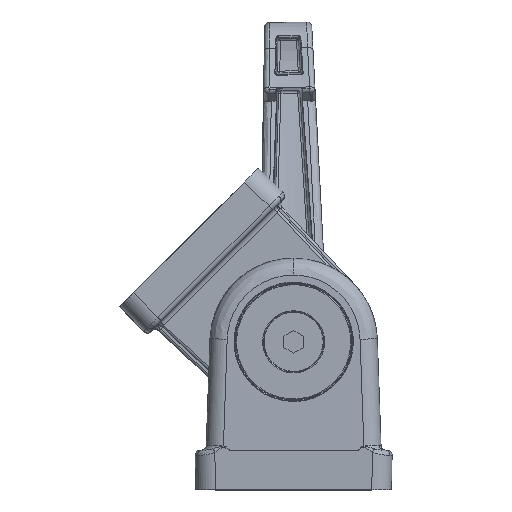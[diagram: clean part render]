
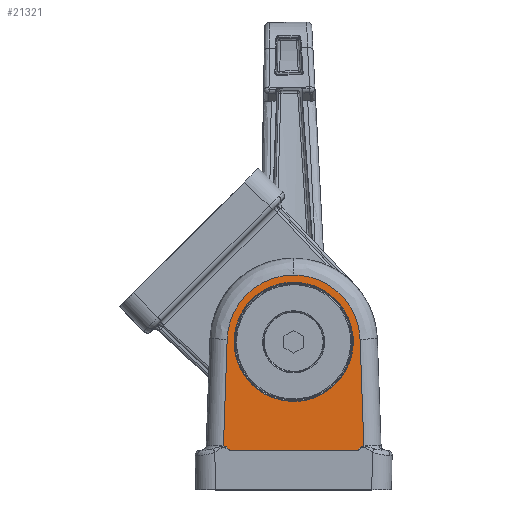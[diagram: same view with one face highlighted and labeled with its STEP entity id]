
A CAD part, top view. The second image highlights one B-rep face of the part: STEP entity #21321.
In plain terms, the highlighted planar face has unit normal (0, 0.018, 1).
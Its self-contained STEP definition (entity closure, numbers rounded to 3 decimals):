
#74=(
BOUNDED_CURVE()
B_SPLINE_CURVE(3,(#36588,#36589,#36590,#36591),.UNSPECIFIED.,.F.,.F.)
B_SPLINE_CURVE_WITH_KNOTS((4,4),(0.,3.142),.UNSPECIFIED.)
CURVE()
GEOMETRIC_REPRESENTATION_ITEM()
RATIONAL_B_SPLINE_CURVE((1.,0.333,0.333,1.))
REPRESENTATION_ITEM('')
);
#82=(
BOUNDED_CURVE()
B_SPLINE_CURVE(3,(#37053,#37054,#37055,#37056),.UNSPECIFIED.,.F.,.F.)
B_SPLINE_CURVE_WITH_KNOTS((4,4),(0.,1.536),.UNSPECIFIED.)
CURVE()
GEOMETRIC_REPRESENTATION_ITEM()
RATIONAL_B_SPLINE_CURVE((1.,0.813,0.813,1.))
REPRESENTATION_ITEM('')
);
#86=(
BOUNDED_CURVE()
B_SPLINE_CURVE(3,(#37163,#37164,#37165,#37166),.UNSPECIFIED.,.F.,.F.)
B_SPLINE_CURVE_WITH_KNOTS((4,4),(4.747,6.283),
 .UNSPECIFIED.)
CURVE()
GEOMETRIC_REPRESENTATION_ITEM()
RATIONAL_B_SPLINE_CURVE((1.,0.813,0.813,1.))
REPRESENTATION_ITEM('')
);
#87=(
BOUNDED_CURVE()
B_SPLINE_CURVE(3,(#37168,#37169,#37170,#37171),.UNSPECIFIED.,.F.,.F.)
B_SPLINE_CURVE_WITH_KNOTS((4,4),(3.142,6.283),
 .UNSPECIFIED.)
CURVE()
GEOMETRIC_REPRESENTATION_ITEM()
RATIONAL_B_SPLINE_CURVE((1.,0.333,0.333,1.))
REPRESENTATION_ITEM('')
);
#802=B_SPLINE_CURVE_WITH_KNOTS('',3,(#36809,#36810,#36811,#36812),
 .UNSPECIFIED.,.F.,.F.,(4,4),(0.003,0.003),
 .UNSPECIFIED.);
#817=B_SPLINE_CURVE_WITH_KNOTS('',3,(#37122,#37123,#37124,#37125),
 .UNSPECIFIED.,.F.,.F.,(4,4),(0.,0.),
 .UNSPECIFIED.);
#818=B_SPLINE_CURVE_WITH_KNOTS('',3,(#37127,#37128,#37129,#37130,#37131,
#37132,#37133,#37134,#37135,#37136,#37137,#37138,#37139,#37140,#37141,#37142),
 .UNSPECIFIED.,.F.,.F.,(4,2,2,2,2,2,2,4),(0.,0.,
0.001,0.001,0.001,0.001,
0.001,0.001),.UNSPECIFIED.);
#819=B_SPLINE_CURVE_WITH_KNOTS('',3,(#37145,#37146,#37147,#37148,#37149,
#37150,#37151,#37152,#37153,#37154,#37155,#37156,#37157,#37158,#37159,#37160),
 .UNSPECIFIED.,.F.,.F.,(4,2,2,2,2,2,2,4),(0.,0.,0.,
0.,0.,0.001,0.001,
0.001),.UNSPECIFIED.);
#1143=FACE_BOUND('',#3906,.T.);
#1245=PLANE('',#23174);
#2507=FACE_OUTER_BOUND('',#3905,.T.);
#3905=EDGE_LOOP('',(#14834,#14835,#14836,#14837,#14838,#14839,#14840,#14841,
#14842));
#3906=EDGE_LOOP('',(#14843,#14844));
#5213=LINE('',#37144,#6250);
#5214=LINE('',#37162,#6251);
#5215=LINE('',#37167,#6252);
#6250=VECTOR('',#26342,1000.);
#6251=VECTOR('',#26343,1000.);
#6252=VECTOR('',#26344,1000.);
#8809=VERTEX_POINT('',#36585);
#8810=VERTEX_POINT('',#36587);
#8852=VERTEX_POINT('',#36803);
#8853=VERTEX_POINT('',#36808);
#8914=VERTEX_POINT('',#37051);
#8915=VERTEX_POINT('',#37052);
#8937=VERTEX_POINT('',#37120);
#8938=VERTEX_POINT('',#37121);
#8939=VERTEX_POINT('',#37126);
#8940=VERTEX_POINT('',#37143);
#8941=VERTEX_POINT('',#37161);
#10878=EDGE_CURVE('',#8810,#8809,#74,.T.);
#10925=EDGE_CURVE('',#8853,#8852,#802,.T.);
#10998=EDGE_CURVE('',#8914,#8915,#82,.T.);
#11027=EDGE_CURVE('',#8937,#8938,#817,.T.);
#11028=EDGE_CURVE('',#8938,#8939,#818,.T.);
#11029=EDGE_CURVE('',#8939,#8940,#5213,.T.);
#11030=EDGE_CURVE('',#8940,#8853,#819,.T.);
#11031=EDGE_CURVE('',#8852,#8941,#5214,.T.);
#11032=EDGE_CURVE('',#8941,#8914,#86,.T.);
#11033=EDGE_CURVE('',#8915,#8937,#5215,.T.);
#11034=EDGE_CURVE('',#8809,#8810,#87,.T.);
#14834=ORIENTED_EDGE('',*,*,#11027,.T.);
#14835=ORIENTED_EDGE('',*,*,#11028,.T.);
#14836=ORIENTED_EDGE('',*,*,#11029,.T.);
#14837=ORIENTED_EDGE('',*,*,#11030,.T.);
#14838=ORIENTED_EDGE('',*,*,#10925,.T.);
#14839=ORIENTED_EDGE('',*,*,#11031,.T.);
#14840=ORIENTED_EDGE('',*,*,#11032,.T.);
#14841=ORIENTED_EDGE('',*,*,#10998,.T.);
#14842=ORIENTED_EDGE('',*,*,#11033,.T.);
#14843=ORIENTED_EDGE('',*,*,#10878,.T.);
#14844=ORIENTED_EDGE('',*,*,#11034,.T.);
#21321=ADVANCED_FACE('',(#2507,#1143),#1245,.F.);
#23174=AXIS2_PLACEMENT_3D('',#37119,#26340,#26341);
#26340=DIRECTION('center_axis',(0.,-0.017,-1.));
#26341=DIRECTION('ref_axis',(0.,-1.,0.017));
#26342=DIRECTION('',(1.,0.,0.));
#26343=DIRECTION('',(-0.035,0.999,-0.017));
#26344=DIRECTION('',(-0.035,-0.999,0.017));
#36585=CARTESIAN_POINT('',(0.,9.902,19.827));
#36587=CARTESIAN_POINT('',(0.,34.102,19.405));
#36588=CARTESIAN_POINT('Ctrl Pts',(0.,34.102,19.405));
#36589=CARTESIAN_POINT('Ctrl Pts',(24.2,34.102,19.405));
#36590=CARTESIAN_POINT('Ctrl Pts',(24.2,9.902,19.827));
#36591=CARTESIAN_POINT('Ctrl Pts',(0.,9.902,
19.827));
#36803=CARTESIAN_POINT('',(14.244,0.983,19.983));
#36808=CARTESIAN_POINT('',(13.904,0.802,19.986));
#36809=CARTESIAN_POINT('Ctrl Pts',(13.904,0.802,19.986));
#36810=CARTESIAN_POINT('Ctrl Pts',(14.018,0.862,19.985));
#36811=CARTESIAN_POINT('Ctrl Pts',(14.131,0.922,19.984));
#36812=CARTESIAN_POINT('Ctrl Pts',(14.244,0.983,19.983));
#37051=CARTESIAN_POINT('',(0.,35.561,19.379));
#37052=CARTESIAN_POINT('',(-13.492,22.532,19.607));
#37053=CARTESIAN_POINT('Ctrl Pts',(0.,35.561,
19.379));
#37054=CARTESIAN_POINT('Ctrl Pts',(-7.691,35.561,19.379));
#37055=CARTESIAN_POINT('Ctrl Pts',(-13.223,30.218,19.473));
#37056=CARTESIAN_POINT('Ctrl Pts',(-13.492,22.532,19.607));
#37119=CARTESIAN_POINT('Origin',(-20.,0.,20.));
#37120=CARTESIAN_POINT('',(-14.244,0.983,19.983));
#37121=CARTESIAN_POINT('',(-13.904,0.802,19.986));
#37122=CARTESIAN_POINT('Ctrl Pts',(-14.244,0.983,
19.983));
#37123=CARTESIAN_POINT('Ctrl Pts',(-14.131,0.922,19.984));
#37124=CARTESIAN_POINT('Ctrl Pts',(-14.018,0.862,
19.985));
#37125=CARTESIAN_POINT('Ctrl Pts',(-13.904,0.802,
19.986));
#37126=CARTESIAN_POINT('',(-13.081,0.017,20.));
#37127=CARTESIAN_POINT('Ctrl Pts',(-13.904,0.802,
19.986));
#37128=CARTESIAN_POINT('Ctrl Pts',(-13.818,0.757,
19.987));
#37129=CARTESIAN_POINT('Ctrl Pts',(-13.74,0.702,
19.988));
#37130=CARTESIAN_POINT('Ctrl Pts',(-13.589,0.583,
19.99));
#37131=CARTESIAN_POINT('Ctrl Pts',(-13.517,0.519,
19.991));
#37132=CARTESIAN_POINT('Ctrl Pts',(-13.376,0.388,
19.993));
#37133=CARTESIAN_POINT('Ctrl Pts',(-13.307,0.321,
19.994));
#37134=CARTESIAN_POINT('Ctrl Pts',(-13.208,0.216,
19.996));
#37135=CARTESIAN_POINT('Ctrl Pts',(-13.176,0.18,
19.997));
#37136=CARTESIAN_POINT('Ctrl Pts',(-13.13,0.124,
19.998));
#37137=CARTESIAN_POINT('Ctrl Pts',(-13.116,0.105,
19.998));
#37138=CARTESIAN_POINT('Ctrl Pts',(-13.097,0.074,
19.999));
#37139=CARTESIAN_POINT('Ctrl Pts',(-13.091,0.064,
19.999));
#37140=CARTESIAN_POINT('Ctrl Pts',(-13.081,0.041,
19.999));
#37141=CARTESIAN_POINT('Ctrl Pts',(-13.077,0.029,
19.999));
#37142=CARTESIAN_POINT('Ctrl Pts',(-13.081,0.017,
20.));
#37143=CARTESIAN_POINT('',(13.081,0.017,20.));
#37144=CARTESIAN_POINT('',(11.435,0.017,20.));
#37145=CARTESIAN_POINT('Ctrl Pts',(13.081,0.017,
20.));
#37146=CARTESIAN_POINT('Ctrl Pts',(13.077,0.029,
19.999));
#37147=CARTESIAN_POINT('Ctrl Pts',(13.081,0.042,19.999));
#37148=CARTESIAN_POINT('Ctrl Pts',(13.091,0.064,
19.999));
#37149=CARTESIAN_POINT('Ctrl Pts',(13.097,0.074,
19.999));
#37150=CARTESIAN_POINT('Ctrl Pts',(13.116,0.105,19.998));
#37151=CARTESIAN_POINT('Ctrl Pts',(13.131,0.124,19.998));
#37152=CARTESIAN_POINT('Ctrl Pts',(13.176,0.181,19.997));
#37153=CARTESIAN_POINT('Ctrl Pts',(13.208,0.216,19.996));
#37154=CARTESIAN_POINT('Ctrl Pts',(13.307,0.321,19.994));
#37155=CARTESIAN_POINT('Ctrl Pts',(13.376,0.389,19.993));
#37156=CARTESIAN_POINT('Ctrl Pts',(13.517,0.519,19.991));
#37157=CARTESIAN_POINT('Ctrl Pts',(13.588,0.583,19.99));
#37158=CARTESIAN_POINT('Ctrl Pts',(13.739,0.701,19.988));
#37159=CARTESIAN_POINT('Ctrl Pts',(13.817,0.757,19.987));
#37160=CARTESIAN_POINT('Ctrl Pts',(13.904,0.802,19.986));
#37161=CARTESIAN_POINT('',(13.492,22.532,19.607));
#37162=CARTESIAN_POINT('',(14.237,1.195,19.979));
#37163=CARTESIAN_POINT('Ctrl Pts',(13.492,22.532,19.607));
#37164=CARTESIAN_POINT('Ctrl Pts',(13.223,30.218,19.473));
#37165=CARTESIAN_POINT('Ctrl Pts',(7.691,35.561,19.379));
#37166=CARTESIAN_POINT('Ctrl Pts',(0.,35.561,
19.379));
#37167=CARTESIAN_POINT('',(-14.286,-0.199,20.003));
#37168=CARTESIAN_POINT('Ctrl Pts',(0.,9.902,
19.827));
#37169=CARTESIAN_POINT('Ctrl Pts',(-24.2,9.902,19.827));
#37170=CARTESIAN_POINT('Ctrl Pts',(-24.2,34.102,19.405));
#37171=CARTESIAN_POINT('Ctrl Pts',(0.,34.102,19.405));
